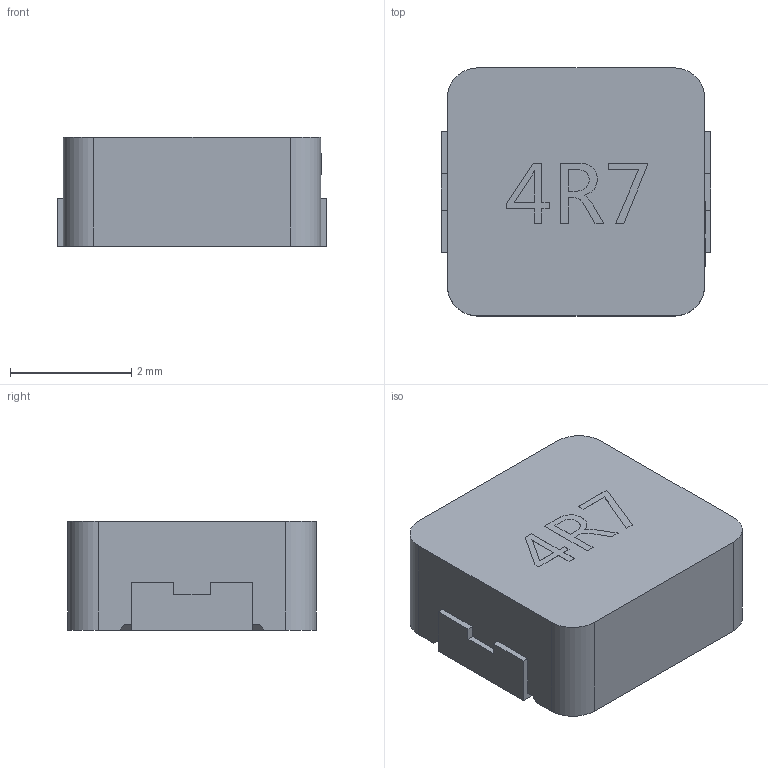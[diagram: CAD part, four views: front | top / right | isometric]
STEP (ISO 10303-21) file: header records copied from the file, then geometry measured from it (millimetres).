
FILE_DESCRIPTION (( 'STEP AP214' ), '1' );
FILE_NAME ('IND-SMD_L4.5-W4.1-H1.8_TMPA0402SP.step', '2022-07-09T00:21:33', ( '' ), ( '' ), 'SwSTEP 2.0', 'SolidWorks 2020', '' );
FILE_SCHEMA (( 'AUTOMOTIVE_DESIGN' ));
Length unit declared in the file: millimetre
Products named in the file (1): IND-SMD_L4.5-W4.1-H1.8_TMPA0402SP
Bounding box: 4.45 x 4.1 x 1.81 mm (x, y, z)
Volume: 31.2 mm3; surface area: 76.8 mm2
Topology: 3 solids, 3 shells, 372 faces, 1005 edges, 670 vertices
Faces by surface type: plane 248, bspline 120, cylinder 4
Entity records: 17293 total; most frequent: CARTESIAN_POINT 4608, ORIENTED_EDGE 2010, DIRECTION 1275, EDGE_CURVE 1005, VECTOR 753, LINE 753, VERTEX_POINT 670, EDGE_LOOP 403
